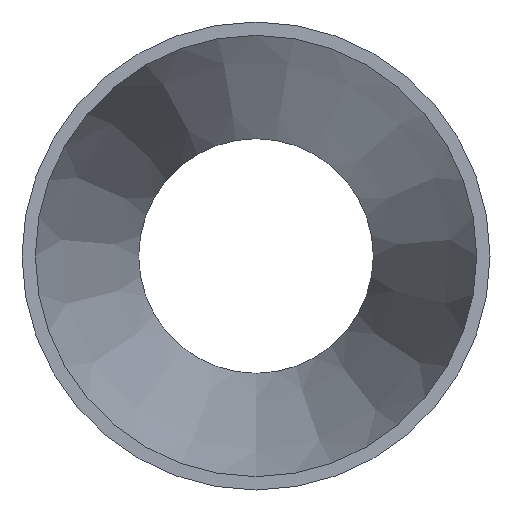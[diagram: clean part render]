
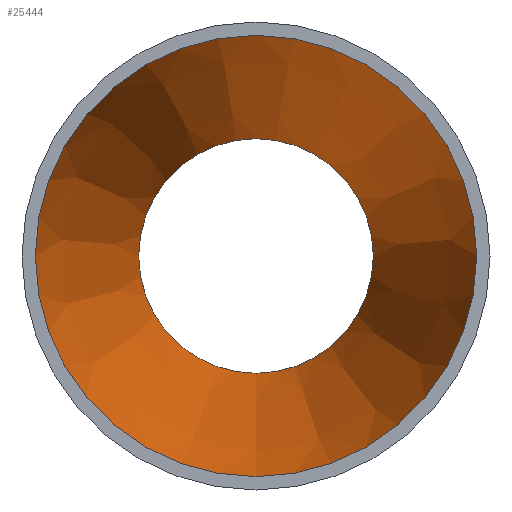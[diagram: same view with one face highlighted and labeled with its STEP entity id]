
A CAD part, front view. The second image highlights one B-rep face of the part: STEP entity #25444.
In plain terms, the highlighted conical face has half-angle 13.414 degrees and reference radius 50.916 mm.
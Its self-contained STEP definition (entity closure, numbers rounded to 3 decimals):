
#672 = CARTESIAN_POINT ( 'NONE',  ( 0., 0., 0. ) ) ;
#1807 = EDGE_CURVE ( 'NONE', #18641, #18641, #26526, .T. ) ;
#2168 = CARTESIAN_POINT ( 'NONE',  ( 0., 100., -27.066 ) ) ;
#2419 = CARTESIAN_POINT ( 'NONE',  ( 0., 100., 0. ) ) ;
#2765 = DIRECTION ( 'NONE',  ( 0., -1., 0. ) ) ;
#6980 = EDGE_LOOP ( 'NONE', ( #29841 ) ) ;
#7447 = FACE_OUTER_BOUND ( 'NONE', #6980, .T. ) ;
#12306 = DIRECTION ( 'NONE',  ( 0., 0., -1. ) ) ;
#14034 = DIRECTION ( 'NONE',  ( 0., -1., 0. ) ) ;
#15888 = CONICAL_SURFACE ( 'NONE', #21922, 50.916, 0.234 ) ;
#16192 = DIRECTION ( 'NONE',  ( 0., 0., -1. ) ) ;
#17990 = EDGE_CURVE ( 'NONE', #19907, #19907, #24958, .T. ) ;
#18432 = AXIS2_PLACEMENT_3D ( 'NONE', #672, #20912, #16192 ) ;
#18641 = VERTEX_POINT ( 'NONE', #2168 ) ;
#19860 = CARTESIAN_POINT ( 'NONE',  ( 0., 0., 0. ) ) ;
#19907 = VERTEX_POINT ( 'NONE', #22601 ) ;
#20912 = DIRECTION ( 'NONE',  ( 0., -1., 0. ) ) ;
#21335 = EDGE_LOOP ( 'NONE', ( #29759 ) ) ;
#21922 = AXIS2_PLACEMENT_3D ( 'NONE', #19860, #2765, #12306 ) ;
#22240 = FACE_BOUND ( 'NONE', #21335, .T. ) ;
#22601 = CARTESIAN_POINT ( 'NONE',  ( 0., 0., -50.916 ) ) ;
#24958 = CIRCLE ( 'NONE', #18432, 50.916 ) ;
#25444 = ADVANCED_FACE ( 'NONE', ( #22240, #7447 ), #15888, .F. ) ;
#26526 = CIRCLE ( 'NONE', #31008, 27.066 ) ;
#28635 = DIRECTION ( 'NONE',  ( 0., 0., -1. ) ) ;
#29759 = ORIENTED_EDGE ( 'NONE', *, *, #1807, .F. ) ;
#29841 = ORIENTED_EDGE ( 'NONE', *, *, #17990, .T. ) ;
#31008 = AXIS2_PLACEMENT_3D ( 'NONE', #2419, #14034, #28635 ) ;
